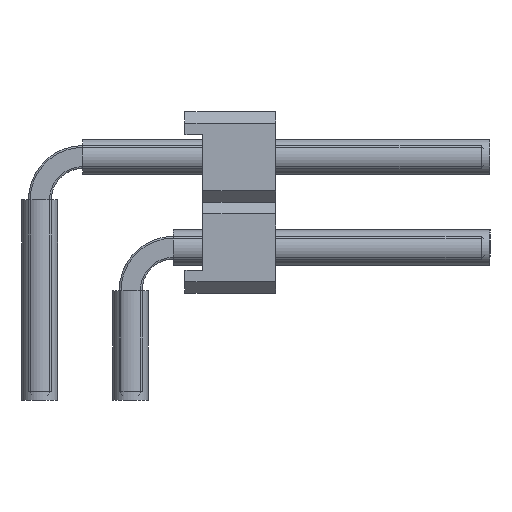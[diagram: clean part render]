
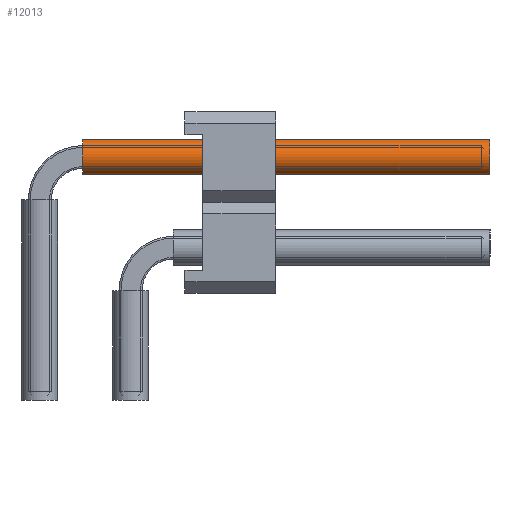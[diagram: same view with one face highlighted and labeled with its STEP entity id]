
A CAD part, left-side view. The second image highlights one B-rep face of the part: STEP entity #12013.
In plain terms, the highlighted cylindrical face has radius 0.5 mm (diameter 1 mm), a full revolution.
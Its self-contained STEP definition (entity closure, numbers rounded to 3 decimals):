
#6598=ORIENTED_EDGE('',*,*,#8312,.F.);
#6599=ORIENTED_EDGE('',*,*,#8313,.T.);
#8312=EDGE_CURVE('',#9452,#9452,#9860,.T.);
#8313=EDGE_CURVE('',#9453,#9453,#9861,.T.);
#9452=VERTEX_POINT('',#20009);
#9453=VERTEX_POINT('',#20011);
#9860=CIRCLE('',#13106,0.5);
#9861=CIRCLE('',#13107,0.5);
#10540=EDGE_LOOP('',(#6598));
#10541=EDGE_LOOP('',(#6599));
#11220=FACE_BOUND('',#10540,.T.);
#11221=FACE_BOUND('',#10541,.T.);
#11429=CYLINDRICAL_SURFACE('',#13105,0.5);
#12013=ADVANCED_FACE('',(#11220,#11221),#11429,.F.);
#13105=AXIS2_PLACEMENT_3D('',#20007,#16476,#16477);
#13106=AXIS2_PLACEMENT_3D('',#20008,#16478,#16479);
#13107=AXIS2_PLACEMENT_3D('',#20010,#16480,#16481);
#16476=DIRECTION('',(1.,0.,0.));
#16477=DIRECTION('',(0.,0.,-1.));
#16478=DIRECTION('',(-1.,0.,0.));
#16479=DIRECTION('',(0.,0.,1.));
#16480=DIRECTION('',(-1.,0.,0.));
#16481=DIRECTION('',(0.,0.,1.));
#20007=CARTESIAN_POINT('',(1.2,0.,6.81));
#20008=CARTESIAN_POINT('',(12.6,0.,6.81));
#20009=CARTESIAN_POINT('',(12.6,0.,7.31));
#20010=CARTESIAN_POINT('',(1.2,0.,6.81));
#20011=CARTESIAN_POINT('',(1.2,0.,7.31));
